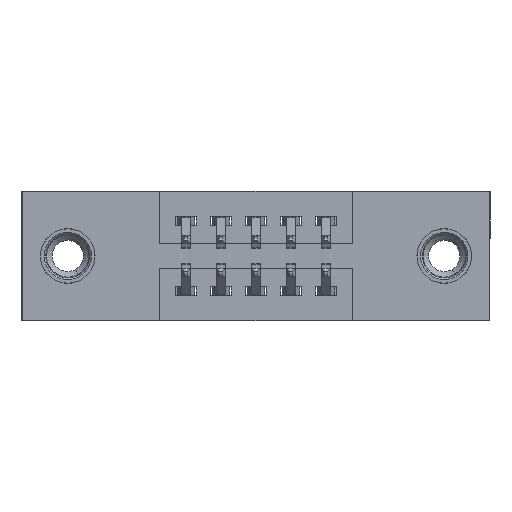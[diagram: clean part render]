
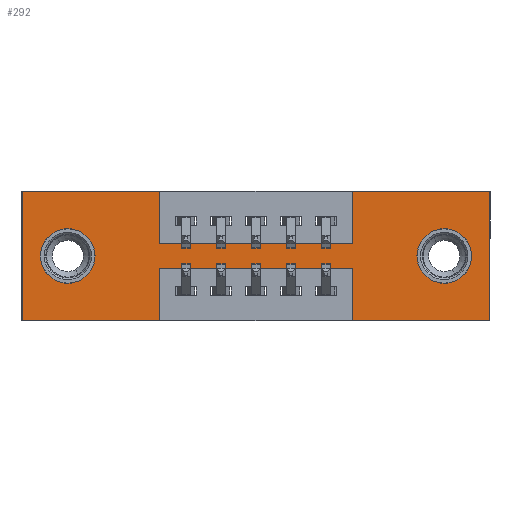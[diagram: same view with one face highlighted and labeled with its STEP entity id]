
A CAD part, front view. The second image highlights one B-rep face of the part: STEP entity #292.
In plain terms, the highlighted planar face has unit normal (0, -1, 0).
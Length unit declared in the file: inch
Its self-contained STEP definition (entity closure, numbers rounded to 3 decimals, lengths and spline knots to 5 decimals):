
#50 = EDGE_CURVE ( 'NONE', #8320, #4182, #1273, .T. ) ;
#156 = VECTOR ( 'NONE', #8138, 39.37008 ) ;
#191 = DIRECTION ( 'NONE',  ( -1., 0., 0. ) ) ;
#292 = ADVANCED_FACE ( 'NONE', ( #7296, #4732, #12817 ), #6515, .T. ) ;
#394 = CARTESIAN_POINT ( 'NONE',  ( 0.13, 0., -0.263 ) ) ;
#423 = CARTESIAN_POINT ( 'NONE',  ( 0.13, 0., -0.107 ) ) ;
#468 = VERTEX_POINT ( 'NONE', #4274 ) ;
#657 = ORIENTED_EDGE ( 'NONE', *, *, #9156, .F. ) ;
#703 = CARTESIAN_POINT ( 'NONE',  ( 0.9425, 0., -0.37 ) ) ;
#1005 = ORIENTED_EDGE ( 'NONE', *, *, #12119, .F. ) ;
#1067 = LINE ( 'NONE', #4627, #12154 ) ;
#1075 = LINE ( 'NONE', #4067, #3681 ) ;
#1108 = EDGE_CURVE ( 'NONE', #6288, #12333, #9933, .T. ) ;
#1163 = VERTEX_POINT ( 'NONE', #5047 ) ;
#1250 = LINE ( 'NONE', #4704, #4213 ) ;
#1273 = LINE ( 'NONE', #11953, #3538 ) ;
#1446 = EDGE_CURVE ( 'NONE', #9662, #8320, #1067, .T. ) ;
#1565 = DIRECTION ( 'NONE',  ( 0., 0., -1. ) ) ;
#1701 = ORIENTED_EDGE ( 'NONE', *, *, #1108, .T. ) ;
#1766 = LINE ( 'NONE', #8960, #7269 ) ;
#2036 = ORIENTED_EDGE ( 'NONE', *, *, #5049, .T. ) ;
#2103 = VECTOR ( 'NONE', #9339, 39.37008 ) ;
#2214 = EDGE_CURVE ( 'NONE', #5311, #8203, #3486, .T. ) ;
#2396 = EDGE_CURVE ( 'NONE', #7809, #5311, #9752, .T. ) ;
#2515 = DIRECTION ( 'NONE',  ( 0., 0., -1. ) ) ;
#2861 = EDGE_LOOP ( 'NONE', ( #5701, #2979, #657, #8938, #5951, #5896, #12519, #4418, #10287, #4280, #6183, #1005 ) ) ;
#2979 = ORIENTED_EDGE ( 'NONE', *, *, #2396, .F. ) ;
#3486 = LINE ( 'NONE', #6821, #6068 ) ;
#3538 = VECTOR ( 'NONE', #6547, 39.37008 ) ;
#3679 = EDGE_LOOP ( 'NONE', ( #12123, #10306 ) ) ;
#3681 = VECTOR ( 'NONE', #11515, 39.37008 ) ;
#3754 = CARTESIAN_POINT ( 'NONE',  ( 0.3925, 0., -0.15 ) ) ;
#4067 = CARTESIAN_POINT ( 'NONE',  ( 0.9425, 0., 0. ) ) ;
#4103 = CARTESIAN_POINT ( 'NONE',  ( 0.9425, 0., 0. ) ) ;
#4182 = VERTEX_POINT ( 'NONE', #3754 ) ;
#4213 = VECTOR ( 'NONE', #11060, 39.37008 ) ;
#4274 = CARTESIAN_POINT ( 'NONE',  ( 1.335, 0., 0. ) ) ;
#4280 = ORIENTED_EDGE ( 'NONE', *, *, #1446, .F. ) ;
#4418 = ORIENTED_EDGE ( 'NONE', *, *, #7212, .F. ) ;
#4453 = VERTEX_POINT ( 'NONE', #423 ) ;
#4548 = CIRCLE ( 'NONE', #12679, 0.078 ) ;
#4627 = CARTESIAN_POINT ( 'NONE',  ( 0., 0., 0. ) ) ;
#4683 = EDGE_CURVE ( 'NONE', #468, #1163, #11704, .T. ) ;
#4704 = CARTESIAN_POINT ( 'NONE',  ( 0., 0., 0. ) ) ;
#4732 = FACE_BOUND ( 'NONE', #3679, .T. ) ;
#4979 = VECTOR ( 'NONE', #9559, 39.37008 ) ;
#4987 = VECTOR ( 'NONE', #6962, 39.37008 ) ;
#5047 = CARTESIAN_POINT ( 'NONE',  ( 1.335, 0., -0.37 ) ) ;
#5049 = EDGE_CURVE ( 'NONE', #12333, #6288, #4548, .T. ) ;
#5138 = EDGE_CURVE ( 'NONE', #10749, #468, #1250, .T. ) ;
#5311 = VERTEX_POINT ( 'NONE', #9346 ) ;
#5368 = EDGE_CURVE ( 'NONE', #5516, #10749, #1075, .T. ) ;
#5451 = CARTESIAN_POINT ( 'NONE',  ( 1.205, 0., -0.107 ) ) ;
#5516 = VERTEX_POINT ( 'NONE', #11705 ) ;
#5658 = CARTESIAN_POINT ( 'NONE',  ( 0.3925, 0., 0. ) ) ;
#5684 = CARTESIAN_POINT ( 'NONE',  ( 1.205, 0., -0.263 ) ) ;
#5701 = ORIENTED_EDGE ( 'NONE', *, *, #2214, .F. ) ;
#5873 = CARTESIAN_POINT ( 'NONE',  ( 0., 0., 0. ) ) ;
#5896 = ORIENTED_EDGE ( 'NONE', *, *, #5138, .F. ) ;
#5945 = CARTESIAN_POINT ( 'NONE',  ( 0.13, 0., -0.185 ) ) ;
#5951 = ORIENTED_EDGE ( 'NONE', *, *, #4683, .F. ) ;
#5998 = CARTESIAN_POINT ( 'NONE',  ( 0.13, 0., -0.185 ) ) ;
#6068 = VECTOR ( 'NONE', #1565, 39.37008 ) ;
#6183 = ORIENTED_EDGE ( 'NONE', *, *, #7841, .F. ) ;
#6288 = VERTEX_POINT ( 'NONE', #5684 ) ;
#6393 = VECTOR ( 'NONE', #6487, 39.37008 ) ;
#6439 = AXIS2_PLACEMENT_3D ( 'NONE', #9645, #9602, #2515 ) ;
#6450 = DIRECTION ( 'NONE',  ( 1., 0., 0. ) ) ;
#6487 = DIRECTION ( 'NONE',  ( 1., 0., 0. ) ) ;
#6515 = PLANE ( 'NONE',  #13455 ) ;
#6547 = DIRECTION ( 'NONE',  ( 0., 0., -1. ) ) ;
#6580 = CARTESIAN_POINT ( 'NONE',  ( 0., 0., -0.37 ) ) ;
#6592 = CARTESIAN_POINT ( 'NONE',  ( 1.205, 0., -0.185 ) ) ;
#6821 = CARTESIAN_POINT ( 'NONE',  ( 0.3925, 0., -0.37 ) ) ;
#6919 = CARTESIAN_POINT ( 'NONE',  ( 0.9425, 0., -0.22 ) ) ;
#6962 = DIRECTION ( 'NONE',  ( 0., 0., 1. ) ) ;
#7030 = DIRECTION ( 'NONE',  ( 0., 0., 1. ) ) ;
#7056 = LINE ( 'NONE', #11709, #6393 ) ;
#7079 = DIRECTION ( 'NONE',  ( 0., 0., 1. ) ) ;
#7118 = CARTESIAN_POINT ( 'NONE',  ( 0.3925, 0., -0.22 ) ) ;
#7212 = EDGE_CURVE ( 'NONE', #4182, #5516, #7056, .T. ) ;
#7269 = VECTOR ( 'NONE', #191, 39.37008 ) ;
#7296 = FACE_BOUND ( 'NONE', #8708, .T. ) ;
#7370 = VECTOR ( 'NONE', #13859, 39.37008 ) ;
#7540 = LINE ( 'NONE', #5873, #4987 ) ;
#7646 = DIRECTION ( 'NONE',  ( 0., 0., -1. ) ) ;
#7698 = CIRCLE ( 'NONE', #9774, 0.078 ) ;
#7809 = VERTEX_POINT ( 'NONE', #6919 ) ;
#7841 = EDGE_CURVE ( 'NONE', #11734, #9662, #7540, .T. ) ;
#7859 = LINE ( 'NONE', #703, #4979 ) ;
#7901 = DIRECTION ( 'NONE',  ( 0., 0., -1. ) ) ;
#8037 = CIRCLE ( 'NONE', #8335, 0.078 ) ;
#8063 = VERTEX_POINT ( 'NONE', #13607 ) ;
#8138 = DIRECTION ( 'NONE',  ( 0., 0., -1. ) ) ;
#8181 = DIRECTION ( 'NONE',  ( 0., -1., 0. ) ) ;
#8203 = VERTEX_POINT ( 'NONE', #8689 ) ;
#8320 = VERTEX_POINT ( 'NONE', #5658 ) ;
#8335 = AXIS2_PLACEMENT_3D ( 'NONE', #5945, #13232, #7030 ) ;
#8363 = CARTESIAN_POINT ( 'NONE',  ( 0., 0., -0.37 ) ) ;
#8689 = CARTESIAN_POINT ( 'NONE',  ( 0.3925, 0., -0.37 ) ) ;
#8708 = EDGE_LOOP ( 'NONE', ( #2036, #1701 ) ) ;
#8860 = EDGE_CURVE ( 'NONE', #4453, #12542, #8037, .T. ) ;
#8881 = EDGE_CURVE ( 'NONE', #12542, #4453, #7698, .T. ) ;
#8938 = ORIENTED_EDGE ( 'NONE', *, *, #10020, .F. ) ;
#8960 = CARTESIAN_POINT ( 'NONE',  ( 0., 0., -0.37 ) ) ;
#9156 = EDGE_CURVE ( 'NONE', #8063, #7809, #7859, .T. ) ;
#9339 = DIRECTION ( 'NONE',  ( -1., 0., 0. ) ) ;
#9346 = CARTESIAN_POINT ( 'NONE',  ( 0.3925, 0., -0.22 ) ) ;
#9559 = DIRECTION ( 'NONE',  ( 0., 0., 1. ) ) ;
#9588 = CARTESIAN_POINT ( 'NONE',  ( 0., 0., 0. ) ) ;
#9602 = DIRECTION ( 'NONE',  ( 0., 1., 0. ) ) ;
#9645 = CARTESIAN_POINT ( 'NONE',  ( 1.205, 0., -0.185 ) ) ;
#9662 = VERTEX_POINT ( 'NONE', #9588 ) ;
#9752 = LINE ( 'NONE', #7118, #2103 ) ;
#9774 = AXIS2_PLACEMENT_3D ( 'NONE', #5998, #13266, #7079 ) ;
#9933 = CIRCLE ( 'NONE', #6439, 0.078 ) ;
#10020 = EDGE_CURVE ( 'NONE', #1163, #8063, #1766, .T. ) ;
#10287 = ORIENTED_EDGE ( 'NONE', *, *, #50, .F. ) ;
#10306 = ORIENTED_EDGE ( 'NONE', *, *, #8881, .T. ) ;
#10309 = CARTESIAN_POINT ( 'NONE',  ( 0., 0., -0.37 ) ) ;
#10749 = VERTEX_POINT ( 'NONE', #4103 ) ;
#11060 = DIRECTION ( 'NONE',  ( 1., 0., 0. ) ) ;
#11212 = CARTESIAN_POINT ( 'NONE',  ( 1.335, 0., 0. ) ) ;
#11515 = DIRECTION ( 'NONE',  ( 0., 0., 1. ) ) ;
#11704 = LINE ( 'NONE', #11212, #156 ) ;
#11705 = CARTESIAN_POINT ( 'NONE',  ( 0.9425, 0., -0.15 ) ) ;
#11709 = CARTESIAN_POINT ( 'NONE',  ( 0.3925, 0., -0.15 ) ) ;
#11734 = VERTEX_POINT ( 'NONE', #10309 ) ;
#11953 = CARTESIAN_POINT ( 'NONE',  ( 0.3925, 0., 0. ) ) ;
#12119 = EDGE_CURVE ( 'NONE', #8203, #11734, #13190, .T. ) ;
#12123 = ORIENTED_EDGE ( 'NONE', *, *, #8860, .T. ) ;
#12154 = VECTOR ( 'NONE', #6450, 39.37008 ) ;
#12333 = VERTEX_POINT ( 'NONE', #5451 ) ;
#12519 = ORIENTED_EDGE ( 'NONE', *, *, #5368, .F. ) ;
#12542 = VERTEX_POINT ( 'NONE', #394 ) ;
#12679 = AXIS2_PLACEMENT_3D ( 'NONE', #6592, #13828, #7646 ) ;
#12817 = FACE_OUTER_BOUND ( 'NONE', #2861, .T. ) ;
#13190 = LINE ( 'NONE', #6580, #7370 ) ;
#13232 = DIRECTION ( 'NONE',  ( 0., 1., 0. ) ) ;
#13266 = DIRECTION ( 'NONE',  ( 0., 1., 0. ) ) ;
#13455 = AXIS2_PLACEMENT_3D ( 'NONE', #8363, #8181, #7901 ) ;
#13607 = CARTESIAN_POINT ( 'NONE',  ( 0.9425, 0., -0.37 ) ) ;
#13828 = DIRECTION ( 'NONE',  ( 0., 1., 0. ) ) ;
#13859 = DIRECTION ( 'NONE',  ( -1., 0., 0. ) ) ;
